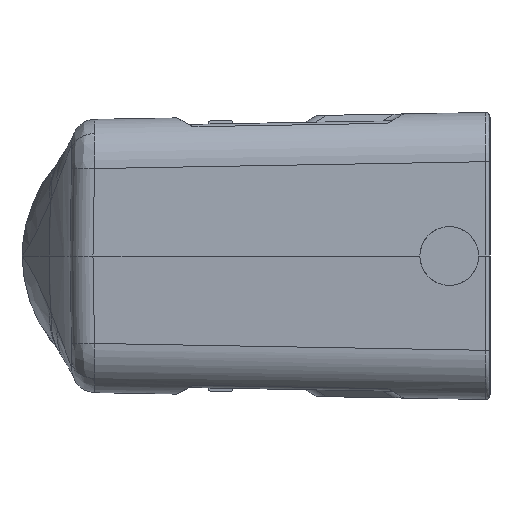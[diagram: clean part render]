
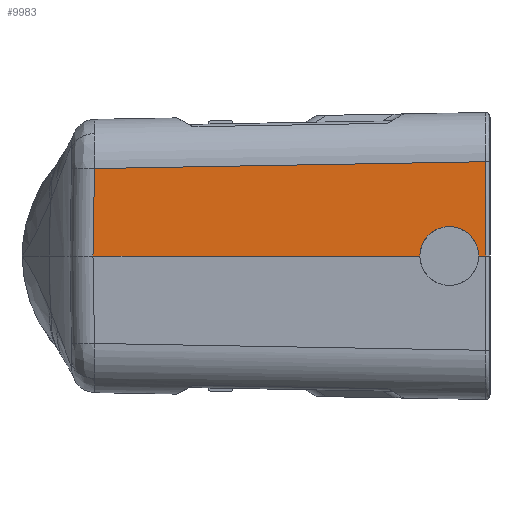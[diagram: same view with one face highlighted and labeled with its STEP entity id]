
A CAD part, left-side view. The second image highlights one B-rep face of the part: STEP entity #9983.
In plain terms, the highlighted planar face has unit normal (-1, 0.018, 0.017).
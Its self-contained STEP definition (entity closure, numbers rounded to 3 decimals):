
#2349=CARTESIAN_POINT('',(-46.493,70.609,14.121));
#2382=DIRECTION('',(0.,-0.707,0.707));
#2383=VECTOR('',#2382,4.4);
#2384=CARTESIAN_POINT('',(-46.644,76.1,
0.));
#2385=LINE('',#2384,#2383);
#2386=DIRECTION('',(0.017,1.,0.));
#2387=VECTOR('',#2386,53.37);
#2388=CARTESIAN_POINT('',(-46.644,76.1,
0.));
#2389=LINE('',#2388,#2387);
#2390=DIRECTION('',(-0.017,0.017,-1.));
#2391=VECTOR('',#2390,13.102);
#2392=CARTESIAN_POINT('',(-45.487,129.233,13.098));
#2393=LINE('',#2392,#2391);
#2394=DIRECTION('',(-0.017,-1.,0.017));
#2395=VECTOR('',#2394,58.642);
#2396=CARTESIAN_POINT('',(-45.487,129.233,13.098));
#2397=LINE('',#2396,#2395);
#2398=DIRECTION('',(0.017,0.,1.));
#2399=VECTOR('',#2398,14.124);
#2400=CARTESIAN_POINT('',(-46.739,70.609,
0.));
#2401=LINE('',#2400,#2399);
#2402=DIRECTION('',(0.017,1.,0.));
#2403=VECTOR('',#2402,1.091);
#2404=CARTESIAN_POINT('',(-46.739,70.609,
0.));
#2405=LINE('',#2404,#2403);
#2406=CARTESIAN_POINT('',(-46.644,72.989,3.112));
#2407=CARTESIAN_POINT('',(-46.659,72.559,2.682));
#2408=CARTESIAN_POINT('',(-46.686,71.94,1.723));
#2409=CARTESIAN_POINT('',(-46.71,71.7,
0.608));
#2410=CARTESIAN_POINT('',(-46.72,71.7,0.));
#3071=CARTESIAN_POINT('',(-45.712,129.462,
0.));
#5276=VERTEX_POINT('',#3071);
#5864=CARTESIAN_POINT('',(-45.487,129.233,13.098));
#5866=VERTEX_POINT('',#5864);
#5916=VERTEX_POINT('',#2349);
#5918=CARTESIAN_POINT('',(-46.739,70.609,
0.));
#5919=VERTEX_POINT('',#5918);
#6337=CARTESIAN_POINT('',(-46.644,76.1,
0.));
#6338=CARTESIAN_POINT('',(-46.644,72.989,3.112));
#6339=VERTEX_POINT('',#6337);
#6340=VERTEX_POINT('',#6338);
#6341=VERTEX_POINT('',#2410);
#9963=CARTESIAN_POINT('',(-46.333,70.,23.912));
#9964=DIRECTION('',(-1.,0.017,0.017));
#9965=DIRECTION('',(-0.017,0.,-1.));
#9966=AXIS2_PLACEMENT_3D('',#9963,#9964,#9965);
#9967=PLANE('',#9966);
#9969=ORIENTED_EDGE('',*,*,#9968,.F.);
#9971=ORIENTED_EDGE('',*,*,#9970,.T.);
#9973=ORIENTED_EDGE('',*,*,#9972,.F.);
#9974=ORIENTED_EDGE('',*,*,#9943,.T.);
#9976=ORIENTED_EDGE('',*,*,#9975,.F.);
#9978=ORIENTED_EDGE('',*,*,#9977,.T.);
#9980=ORIENTED_EDGE('',*,*,#9979,.F.);
#9981=EDGE_LOOP('',(#9969,#9971,#9973,#9974,#9976,#9978,#9980));
#9982=FACE_OUTER_BOUND('',#9981,.F.);
#2411=B_SPLINE_CURVE_WITH_KNOTS('',3,(#2406,#2407,#2408,#2409,#2410),
.UNSPECIFIED.,.F.,.F.,(4,1,4),(0.,0.5,1.),.UNSPECIFIED.);
#9943=EDGE_CURVE('',#5866,#5916,#2397,.T.);
#9968=EDGE_CURVE('',#6339,#6340,#2385,.T.);
#9970=EDGE_CURVE('',#6339,#5276,#2389,.T.);
#9972=EDGE_CURVE('',#5866,#5276,#2393,.T.);
#9975=EDGE_CURVE('',#5919,#5916,#2401,.T.);
#9977=EDGE_CURVE('',#5919,#6341,#2405,.T.);
#9979=EDGE_CURVE('',#6340,#6341,#2411,.T.);
#9983=ADVANCED_FACE('',(#9982),#9967,.T.);
